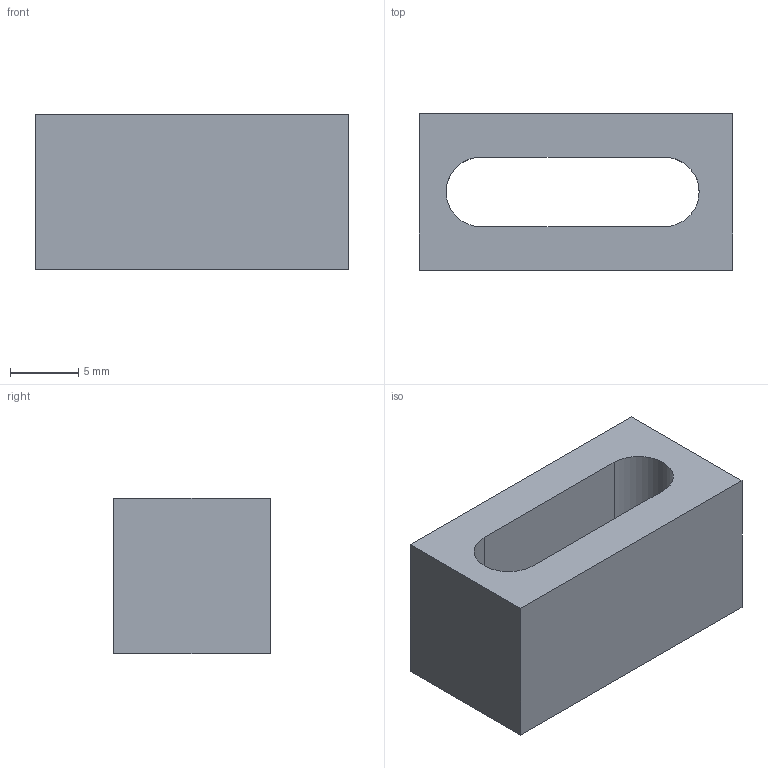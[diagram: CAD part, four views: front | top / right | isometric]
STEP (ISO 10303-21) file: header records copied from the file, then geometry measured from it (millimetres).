
FILE_DESCRIPTION (( 'STEP AP214' ), '1' );
FILE_NAME ('EduRob_Battery_Compartment_EjectB.STEP', '2023-03-20T17:04:11', ( '' ), ( '' ), 'SwSTEP 2.0', 'SolidWorks 2019', '' );
FILE_SCHEMA (( 'AUTOMOTIVE_DESIGN' ));
Length unit declared in the file: millimetre
Products named in the file (1): EduRob_Battery_Compartment_EjectB
Bounding box: 23 x 11.5 x 11.4 mm (x, y, z)
Volume: 1988.5 mm3; surface area: 1645.3 mm2
Topology: 1 solids, 1 shells, 19 faces, 45 edges, 30 vertices
Faces by surface type: plane 17, cylinder 2
Entity records: 581 total; most frequent: CARTESIAN_POINT 95, ORIENTED_EDGE 90, DIRECTION 89, EDGE_CURVE 45, LINE 41, VECTOR 41, VERTEX_POINT 30, AXIS2_PLACEMENT_3D 24
